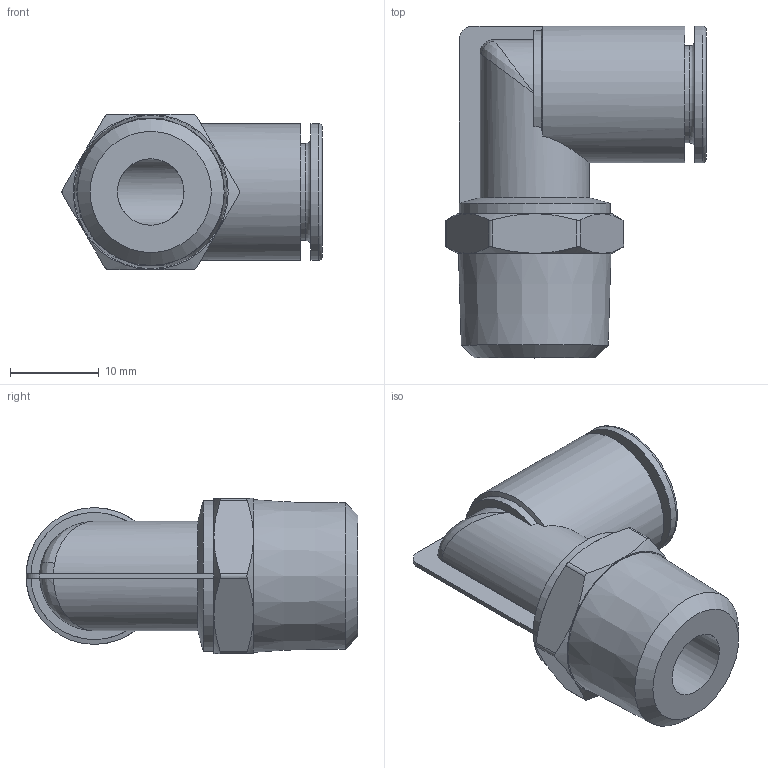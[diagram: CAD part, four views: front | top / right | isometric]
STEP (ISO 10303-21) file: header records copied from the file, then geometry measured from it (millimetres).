
FILE_DESCRIPTION(/* description */ (''),/* implementation_level */ '2;1');
FILE_NAME(/* name */ '0.375_MPTElbow_0.375Push.step',/* time_stamp */ '2021-05-01T16:25:37+06:00',/* author */ (''),/* organization */ (''),/* preprocessor_version */ 'ST-DEVELOPER v18.1',/* originating_system */ 'Autodesk Translation Framework v9.7.1.1290',/* authorisation */ '');
FILE_SCHEMA (('AUTOMOTIVE_DESIGN { 1 0 10303 214 3 1 1 }'));
Length unit declared in the file: inch
Products named in the file (1): 3/8MPTElbow3/8Push
Bounding box: 29.3 x 37.38 x 17.46 mm (x, y, z)
Volume: 5885.9 mm3; surface area: 5779.6 mm2
Topology: 4 solids, 4 shells, 119 faces, 292 edges, 188 vertices
Faces by surface type: plane 43, cylinder 36, cone 27, torus 10, bspline 3
Full cylindrical faces by diameter (mm): 7.5 x1, 10 x2, 10.945 x2, 11.072 x1, 11.188 x2, 11.612 x1, 13.215 x1, 13.471 x2, 13.755 x1, 13.76 x1, 13.78 x1, 15.4 x2
Entity records: 4945 total; most frequent: CARTESIAN_POINT 2128, DIRECTION 588, ORIENTED_EDGE 584, EDGE_CURVE 292, AXIS2_PLACEMENT_3D 242, VERTEX_POINT 188, EDGE_LOOP 134, FACE_OUTER_BOUND 119
